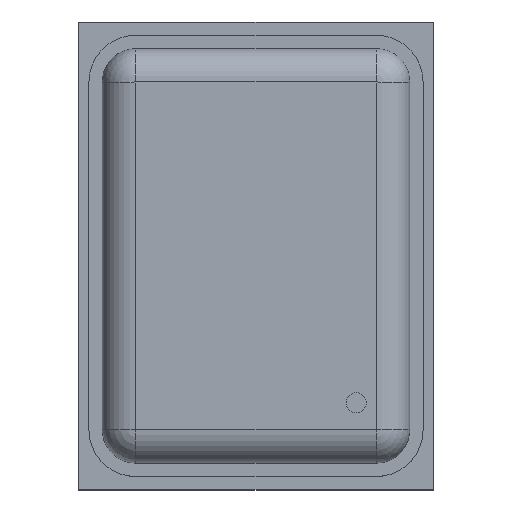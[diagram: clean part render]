
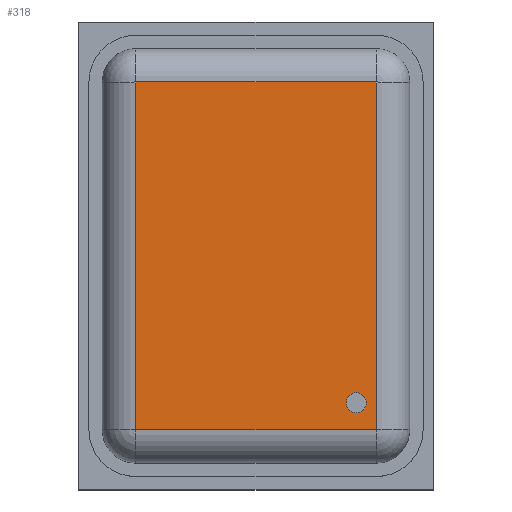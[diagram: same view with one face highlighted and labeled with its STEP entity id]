
A CAD part, top view. The second image highlights one B-rep face of the part: STEP entity #318.
In plain terms, the highlighted planar face has unit normal (0, 0, 1).
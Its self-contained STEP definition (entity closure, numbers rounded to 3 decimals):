
#95 = VERTEX_POINT('',#96);
#96 = CARTESIAN_POINT('',(-0.9,-1.3,0.98));
#103 = EDGE_CURVE('',#95,#104,#106,.T.);
#104 = VERTEX_POINT('',#105);
#105 = CARTESIAN_POINT('',(-0.9,1.3,0.98));
#106 = LINE('',#107,#108);
#107 = CARTESIAN_POINT('',(-0.9,-1.3,0.98));
#108 = VECTOR('',#109,1.);
#109 = DIRECTION('',(0.,1.,0.));
#318 = ADVANCED_FACE('',(#319,#344),#355,.F.);
#319 = FACE_BOUND('',#320,.F.);
#320 = EDGE_LOOP('',(#321,#322,#330,#338));
#321 = ORIENTED_EDGE('',*,*,#103,.T.);
#322 = ORIENTED_EDGE('',*,*,#323,.T.);
#323 = EDGE_CURVE('',#104,#324,#326,.T.);
#324 = VERTEX_POINT('',#325);
#325 = CARTESIAN_POINT('',(0.9,1.3,0.98));
#326 = LINE('',#327,#328);
#327 = CARTESIAN_POINT('',(-0.9,1.3,0.98));
#328 = VECTOR('',#329,1.);
#329 = DIRECTION('',(1.,0.,0.));
#330 = ORIENTED_EDGE('',*,*,#331,.T.);
#331 = EDGE_CURVE('',#324,#332,#334,.T.);
#332 = VERTEX_POINT('',#333);
#333 = CARTESIAN_POINT('',(0.9,-1.3,0.98));
#334 = LINE('',#335,#336);
#335 = CARTESIAN_POINT('',(0.9,1.3,0.98));
#336 = VECTOR('',#337,1.);
#337 = DIRECTION('',(0.,-1.,0.));
#338 = ORIENTED_EDGE('',*,*,#339,.T.);
#339 = EDGE_CURVE('',#332,#95,#340,.T.);
#340 = LINE('',#341,#342);
#341 = CARTESIAN_POINT('',(0.9,-1.3,0.98));
#342 = VECTOR('',#343,1.);
#343 = DIRECTION('',(-1.,0.,0.));
#344 = FACE_BOUND('',#345,.F.);
#345 = EDGE_LOOP('',(#346));
#346 = ORIENTED_EDGE('',*,*,#347,.T.);
#347 = EDGE_CURVE('',#348,#348,#350,.T.);
#348 = VERTEX_POINT('',#349);
#349 = CARTESIAN_POINT('',(0.825,-1.1,0.98));
#350 = CIRCLE('',#351,0.075);
#351 = AXIS2_PLACEMENT_3D('',#352,#353,#354);
#352 = CARTESIAN_POINT('',(0.75,-1.1,0.98));
#353 = DIRECTION('',(0.,0.,1.));
#354 = DIRECTION('',(1.,0.,0.));
#355 = PLANE('',#356);
#356 = AXIS2_PLACEMENT_3D('',#357,#358,#359);
#357 = CARTESIAN_POINT('',(0.,0.,0.98)
  );
#358 = DIRECTION('',(0.,0.,-1.));
#359 = DIRECTION('',(-1.,0.,0.));
